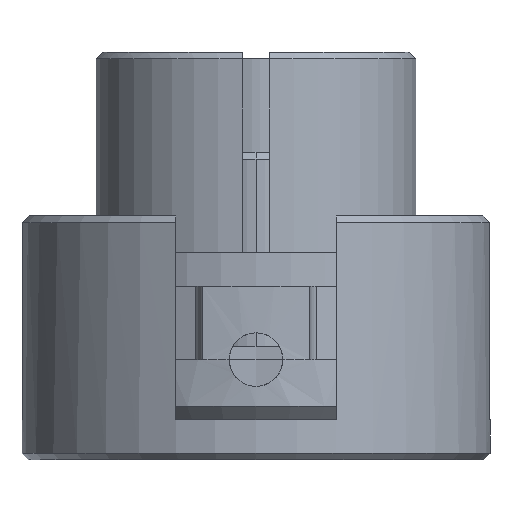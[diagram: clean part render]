
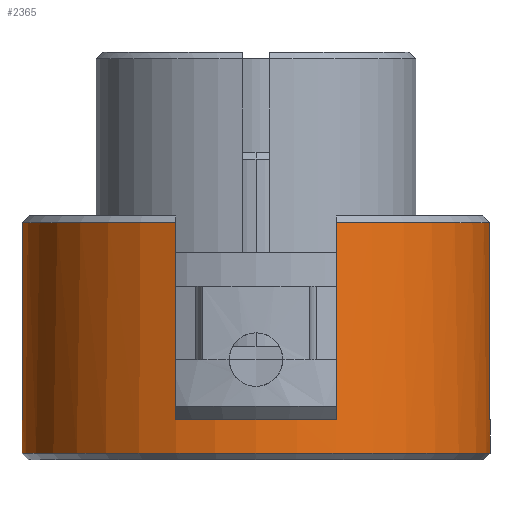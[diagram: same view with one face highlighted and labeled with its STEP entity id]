
A CAD part, front view. The second image highlights one B-rep face of the part: STEP entity #2365.
In plain terms, the highlighted cylindrical face has radius 1.75 mm (diameter 3.5 mm), a partial arc.
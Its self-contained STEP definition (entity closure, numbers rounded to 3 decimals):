
#16 = CYLINDRICAL_SURFACE ( 'NONE', #1163, 1.75 ) ;
#28 = DIRECTION ( 'NONE',  ( 0., 0., -1. ) ) ;
#52 = LINE ( 'NONE', #2084, #2792 ) ;
#73 = CARTESIAN_POINT ( 'NONE',  ( -1.747, -0.1, 0. ) ) ;
#87 = VERTEX_POINT ( 'NONE', #1964 ) ;
#169 = AXIS2_PLACEMENT_3D ( 'NONE', #773, #2147, #3027 ) ;
#179 = VECTOR ( 'NONE', #1917, 1000. ) ;
#203 = EDGE_CURVE ( 'NONE', #1846, #1130, #2096, .T. ) ;
#240 = AXIS2_PLACEMENT_3D ( 'NONE', #3594, #750, #769 ) ;
#294 = CIRCLE ( 'NONE', #169, 1.75 ) ;
#298 = CIRCLE ( 'NONE', #1396, 1.75 ) ;
#375 = VERTEX_POINT ( 'NONE', #2545 ) ;
#434 = CIRCLE ( 'NONE', #3042, 1.75 ) ;
#471 = DIRECTION ( 'NONE',  ( -1., 0., 0. ) ) ;
#506 = CARTESIAN_POINT ( 'NONE',  ( 0., 0., 0. ) ) ;
#509 = CARTESIAN_POINT ( 'NONE',  ( -0.6, -1.644, -0.3 ) ) ;
#534 = CARTESIAN_POINT ( 'NONE',  ( 1.747, -0.1, 1.475 ) ) ;
#577 = EDGE_CURVE ( 'NONE', #678, #3296, #294, .T. ) ;
#599 = CIRCLE ( 'NONE', #2907, 1.75 ) ;
#636 = ORIENTED_EDGE ( 'NONE', *, *, #2180, .F. ) ;
#678 = VERTEX_POINT ( 'NONE', #1402 ) ;
#750 = DIRECTION ( 'NONE',  ( 0., 0., -1. ) ) ;
#769 = DIRECTION ( 'NONE',  ( 1., 0., 0. ) ) ;
#773 = CARTESIAN_POINT ( 'NONE',  ( 0., 0., 0. ) ) ;
#873 = CARTESIAN_POINT ( 'NONE',  ( 0., 0., 1.475 ) ) ;
#879 = VERTEX_POINT ( 'NONE', #2985 ) ;
#904 = DIRECTION ( 'NONE',  ( 0., 0., 1. ) ) ;
#937 = DIRECTION ( 'NONE',  ( 0., 0., -1. ) ) ;
#951 = EDGE_CURVE ( 'NONE', #2491, #879, #2540, .T. ) ;
#986 = DIRECTION ( 'NONE',  ( 0., 0., -1. ) ) ;
#1004 = ORIENTED_EDGE ( 'NONE', *, *, #2521, .F. ) ;
#1015 = EDGE_LOOP ( 'NONE', ( #3402, #3041, #3643, #1652, #1004, #1597, #636, #2850, #1630, #3307, #1712, #1165 ) ) ;
#1051 = CARTESIAN_POINT ( 'NONE',  ( 0., 0., -0.25 ) ) ;
#1081 = LINE ( 'NONE', #3130, #179 ) ;
#1101 = EDGE_CURVE ( 'NONE', #1846, #3457, #298, .T. ) ;
#1130 = VERTEX_POINT ( 'NONE', #3759 ) ;
#1159 = DIRECTION ( 'NONE',  ( 0., 0., -1. ) ) ;
#1163 = AXIS2_PLACEMENT_3D ( 'NONE', #1420, #2588, #1704 ) ;
#1165 = ORIENTED_EDGE ( 'NONE', *, *, #1360, .F. ) ;
#1176 = LINE ( 'NONE', #1742, #2560 ) ;
#1305 = CARTESIAN_POINT ( 'NONE',  ( -1.75, 0., -0.3 ) ) ;
#1360 = EDGE_CURVE ( 'NONE', #1130, #2019, #599, .T. ) ;
#1378 = DIRECTION ( 'NONE',  ( 1., 0., 0. ) ) ;
#1396 = AXIS2_PLACEMENT_3D ( 'NONE', #506, #3462, #1378 ) ;
#1402 = CARTESIAN_POINT ( 'NONE',  ( -0.6, -1.644, 0. ) ) ;
#1420 = CARTESIAN_POINT ( 'NONE',  ( 0., 0., -0.3 ) ) ;
#1439 = CARTESIAN_POINT ( 'NONE',  ( 1.747, -0.1, 0. ) ) ;
#1540 = DIRECTION ( 'NONE',  ( 0., 0., 1. ) ) ;
#1597 = ORIENTED_EDGE ( 'NONE', *, *, #577, .F. ) ;
#1630 = ORIENTED_EDGE ( 'NONE', *, *, #1896, .T. ) ;
#1652 = ORIENTED_EDGE ( 'NONE', *, *, #3126, .T. ) ;
#1704 = DIRECTION ( 'NONE',  ( -1., 0., 0. ) ) ;
#1712 = ORIENTED_EDGE ( 'NONE', *, *, #3680, .T. ) ;
#1733 = VERTEX_POINT ( 'NONE', #2036 ) ;
#1742 = CARTESIAN_POINT ( 'NONE',  ( 1.747, -0.1, -0.3 ) ) ;
#1775 = CIRCLE ( 'NONE', #2254, 1.75 ) ;
#1776 = VECTOR ( 'NONE', #937, 1000. ) ;
#1846 = VERTEX_POINT ( 'NONE', #1877 ) ;
#1877 = CARTESIAN_POINT ( 'NONE',  ( 1.75, 0., 0. ) ) ;
#1893 = CARTESIAN_POINT ( 'NONE',  ( 0.6, -1.644, 0. ) ) ;
#1896 = EDGE_CURVE ( 'NONE', #375, #2491, #1081, .T. ) ;
#1917 = DIRECTION ( 'NONE',  ( 0., 0., -1. ) ) ;
#1957 = CARTESIAN_POINT ( 'NONE',  ( -1.75, 0., -0.25 ) ) ;
#1964 = CARTESIAN_POINT ( 'NONE',  ( 0.6, -1.644, 1.475 ) ) ;
#2019 = VERTEX_POINT ( 'NONE', #1957 ) ;
#2036 = CARTESIAN_POINT ( 'NONE',  ( -0.6, -1.644, 1.475 ) ) ;
#2084 = CARTESIAN_POINT ( 'NONE',  ( 0.6, -1.644, -0.3 ) ) ;
#2096 = LINE ( 'NONE', #2319, #2344 ) ;
#2147 = DIRECTION ( 'NONE',  ( 0., 0., 1. ) ) ;
#2180 = EDGE_CURVE ( 'NONE', #1733, #678, #2212, .T. ) ;
#2212 = LINE ( 'NONE', #509, #3644 ) ;
#2254 = AXIS2_PLACEMENT_3D ( 'NONE', #873, #1159, #3244 ) ;
#2319 = CARTESIAN_POINT ( 'NONE',  ( 1.75, 0., -0.3 ) ) ;
#2344 = VECTOR ( 'NONE', #28, 1000. ) ;
#2365 = ADVANCED_FACE ( 'NONE', ( #3206 ), #16, .T. ) ;
#2491 = VERTEX_POINT ( 'NONE', #73 ) ;
#2521 = EDGE_CURVE ( 'NONE', #3296, #87, #52, .T. ) ;
#2540 = CIRCLE ( 'NONE', #240, 1.75 ) ;
#2545 = CARTESIAN_POINT ( 'NONE',  ( -1.747, -0.1, 1.475 ) ) ;
#2560 = VECTOR ( 'NONE', #904, 1000. ) ;
#2588 = DIRECTION ( 'NONE',  ( 0., 0., -1. ) ) ;
#2634 = VERTEX_POINT ( 'NONE', #534 ) ;
#2679 = LINE ( 'NONE', #1305, #1776 ) ;
#2792 = VECTOR ( 'NONE', #1540, 1000. ) ;
#2850 = ORIENTED_EDGE ( 'NONE', *, *, #2945, .T. ) ;
#2907 = AXIS2_PLACEMENT_3D ( 'NONE', #1051, #986, #3039 ) ;
#2945 = EDGE_CURVE ( 'NONE', #1733, #375, #434, .T. ) ;
#2985 = CARTESIAN_POINT ( 'NONE',  ( -1.75, 0., 0. ) ) ;
#3009 = DIRECTION ( 'NONE',  ( 0., 0., -1. ) ) ;
#3027 = DIRECTION ( 'NONE',  ( -1., 0., 0. ) ) ;
#3039 = DIRECTION ( 'NONE',  ( -1., 0., 0. ) ) ;
#3041 = ORIENTED_EDGE ( 'NONE', *, *, #1101, .T. ) ;
#3042 = AXIS2_PLACEMENT_3D ( 'NONE', #3290, #3009, #471 ) ;
#3126 = EDGE_CURVE ( 'NONE', #2634, #87, #1775, .T. ) ;
#3130 = CARTESIAN_POINT ( 'NONE',  ( -1.747, -0.1, -0.3 ) ) ;
#3206 = FACE_OUTER_BOUND ( 'NONE', #1015, .T. ) ;
#3209 = EDGE_CURVE ( 'NONE', #3457, #2634, #1176, .T. ) ;
#3244 = DIRECTION ( 'NONE',  ( -1., 0., 0. ) ) ;
#3290 = CARTESIAN_POINT ( 'NONE',  ( 0., 0., 1.475 ) ) ;
#3296 = VERTEX_POINT ( 'NONE', #1893 ) ;
#3307 = ORIENTED_EDGE ( 'NONE', *, *, #951, .T. ) ;
#3402 = ORIENTED_EDGE ( 'NONE', *, *, #203, .F. ) ;
#3428 = DIRECTION ( 'NONE',  ( 0., 0., -1. ) ) ;
#3457 = VERTEX_POINT ( 'NONE', #1439 ) ;
#3462 = DIRECTION ( 'NONE',  ( 0., 0., -1. ) ) ;
#3594 = CARTESIAN_POINT ( 'NONE',  ( 0., 0., 0. ) ) ;
#3643 = ORIENTED_EDGE ( 'NONE', *, *, #3209, .T. ) ;
#3644 = VECTOR ( 'NONE', #3428, 1000. ) ;
#3680 = EDGE_CURVE ( 'NONE', #879, #2019, #2679, .T. ) ;
#3759 = CARTESIAN_POINT ( 'NONE',  ( 1.75, 0., -0.25 ) ) ;
